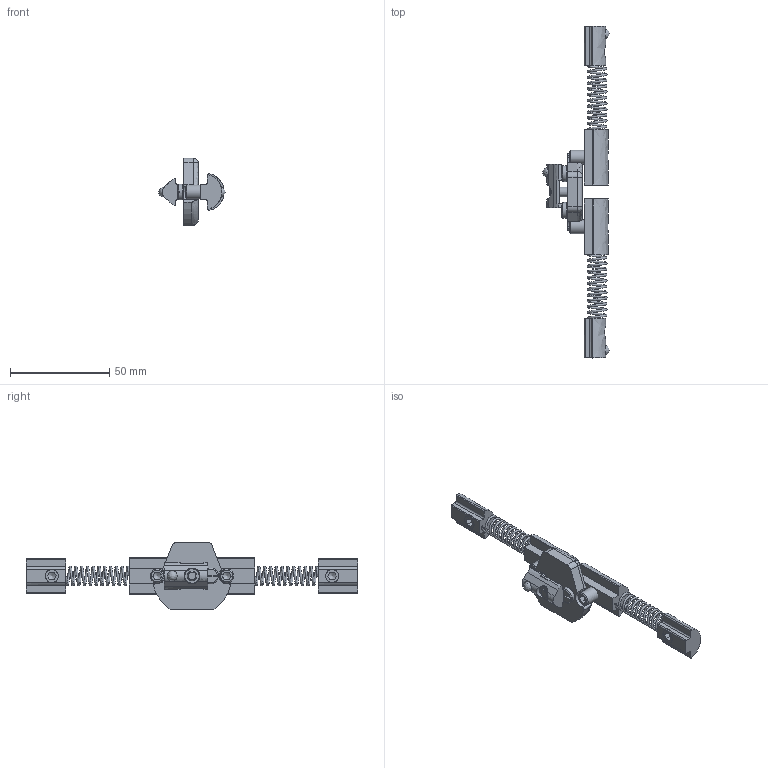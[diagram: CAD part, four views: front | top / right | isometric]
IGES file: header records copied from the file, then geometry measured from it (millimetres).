
Global section: file name: HSZ0402Z_A; native system: Autodesk Inventor 2015; preprocessor: unknown; author: Behrens; date: 20151123.104602; units: millimetre
Bounding box: 33.49 x 167 x 34 mm (x, y, z)
Volume: 22181.9 mm3; surface area: 16159.4 mm2
Topology: 22 solids, 22 shells, 289 faces, 754 edges, 512 vertices
Faces by surface type: bspline 289
